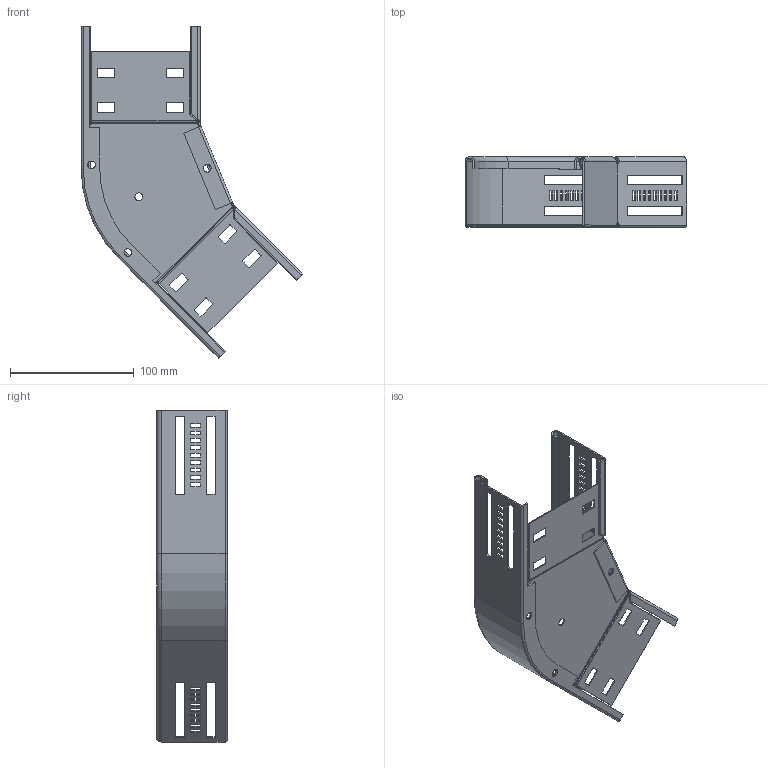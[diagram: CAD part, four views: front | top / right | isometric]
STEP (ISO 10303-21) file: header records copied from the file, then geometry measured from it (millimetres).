
FILE_DESCRIPTION (( 'STEP AP214' ), '1' );
FILE_NAME ('6036100.STEP', '2024-05-27T12:08:31', ( '' ), ( '' ), 'SwSTEP 2.0', 'SolidWorks 2022', '' );
FILE_SCHEMA (( 'AUTOMOTIVE_DESIGN' ));
Length unit declared in the file: millimetre
Products named in the file (4): 175034_100; 167655_60*45°; 175033_100; 6036100
Assembly tree (3 placements, depth 2):
  6036100
    175033_100
    175034_100
    167655_60*45°
Bounding box: 179.06 x 57 x 268.4 mm (x, y, z)
Volume: 60201.6 mm3; surface area: 117049 mm2
Topology: 3 solids, 3 shells, 460 faces, 1238 edges, 784 vertices
Faces by surface type: plane 326, cylinder 124, bspline 6, torus 4
Entity records: 14852 total; most frequent: CARTESIAN_POINT 2784, ORIENTED_EDGE 2476, DIRECTION 2356, EDGE_CURVE 1238, VECTOR 976, LINE 976, VERTEX_POINT 784, AXIS2_PLACEMENT_3D 690
